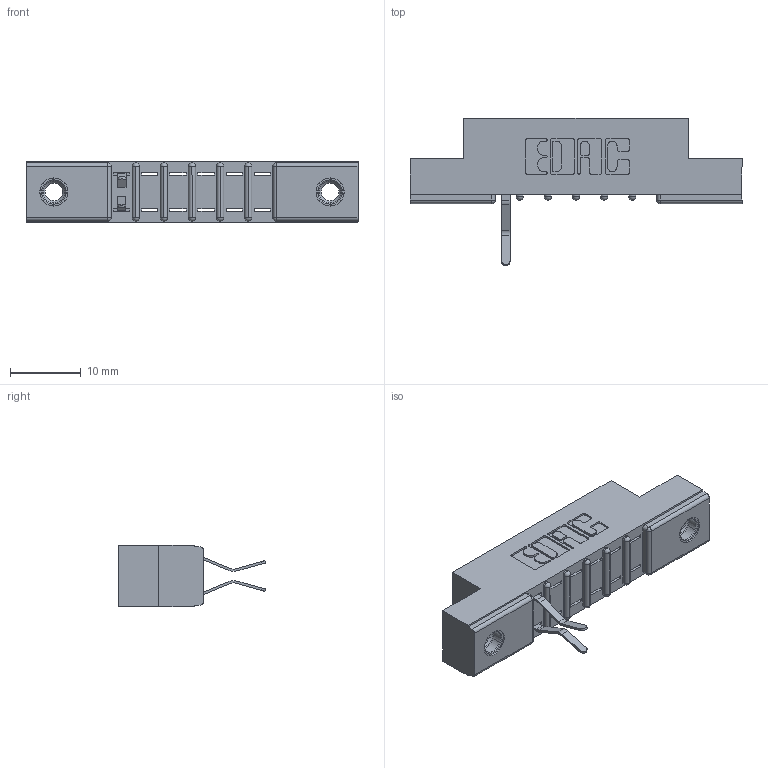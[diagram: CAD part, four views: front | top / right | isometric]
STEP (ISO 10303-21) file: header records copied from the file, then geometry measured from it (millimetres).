
FILE_DESCRIPTION (( 'STEP AP203' ), '1' );
FILE_NAME ('307-012-560-207.STEP', '2018-08-02T23:26:55', ( '' ), ( '' ), 'SwSTEP 2.0', 'SolidWorks 2016', '' );
FILE_SCHEMA (( 'CONFIG_CONTROL_DESIGN' ));
Length unit declared in the file: inch
Products named in the file (4): 307-290-001_560; 345-250-001_345-250-005-103; 307-012-560-207; 307 Part_.156 Dia Mounting Holes
Assembly tree (5 placements, depth 2):
  307-012-560-207
    307 Part_.156 Dia Mounting Holes
    307-290-001_560  x2
    345-250-001_345-250-005-103  x2
Bounding box: 46.79 x 20.73 x 8.71 mm (x, y, z)
Volume: 2921.7 mm3; surface area: 3614.6 mm2
Topology: 5 solids, 5 shells, 385 faces, 1063 edges, 678 vertices
Faces by surface type: plane 228, cylinder 127, sphere 14, cone 12, torus 4
Entity records: 10743 total; most frequent: CARTESIAN_POINT 1795, ORIENTED_EDGE 1778, DIRECTION 1773, EDGE_CURVE 889, LINE 665, VECTOR 665, VERTEX_POINT 576, AXIS2_PLACEMENT_3D 554
